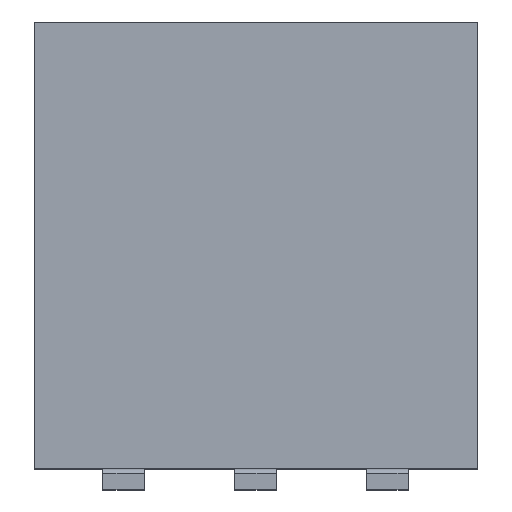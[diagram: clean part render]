
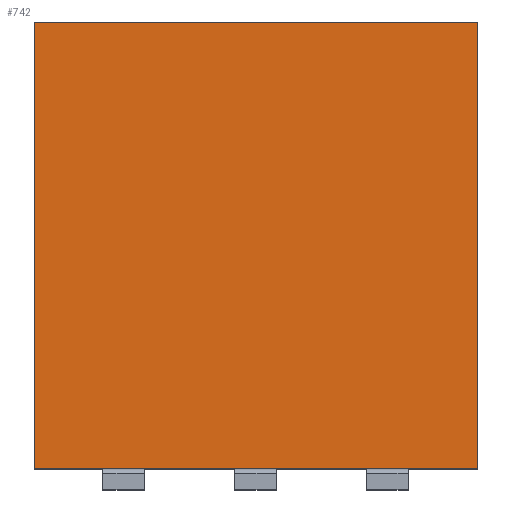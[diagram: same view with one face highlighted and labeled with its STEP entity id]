
A CAD part, top view. The second image highlights one B-rep face of the part: STEP entity #742.
In plain terms, the highlighted planar face has unit normal (0, 0, 1).
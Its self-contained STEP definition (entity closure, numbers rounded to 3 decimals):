
#67 = DIRECTION ( 'NONE',  ( 1., 0., 0. ) ) ;
#72 = LINE ( 'NONE', #1881, #157 ) ;
#132 = ORIENTED_EDGE ( 'NONE', *, *, #297, .T. ) ;
#157 = VECTOR ( 'NONE', #1191, 1000. ) ;
#297 = EDGE_CURVE ( 'NONE', #360, #2000, #686, .T. ) ;
#298 = CARTESIAN_POINT ( 'NONE',  ( -2.135, 0., 1.5 ) ) ;
#360 = VERTEX_POINT ( 'NONE', #2533 ) ;
#520 = VECTOR ( 'NONE', #2636, 1000. ) ;
#686 = LINE ( 'NONE', #2455, #520 ) ;
#742 = ADVANCED_FACE ( 'NONE', ( #1213 ), #1682, .T. ) ;
#799 = EDGE_CURVE ( 'NONE', #2852, #1525, #2307, .T. ) ;
#894 = CARTESIAN_POINT ( 'NONE',  ( -2.135, 0., 1.5 ) ) ;
#1191 = DIRECTION ( 'NONE',  ( 1., 0., 0. ) ) ;
#1213 = FACE_OUTER_BOUND ( 'NONE', #1870, .T. ) ;
#1258 = CARTESIAN_POINT ( 'NONE',  ( 2.135, 0., 1.5 ) ) ;
#1274 = VECTOR ( 'NONE', #2760, 1000. ) ;
#1406 = ORIENTED_EDGE ( 'NONE', *, *, #799, .T. ) ;
#1471 = EDGE_CURVE ( 'NONE', #2000, #2852, #2002, .T. ) ;
#1525 = VERTEX_POINT ( 'NONE', #2272 ) ;
#1578 = DIRECTION ( 'NONE',  ( -1., 0., 0. ) ) ;
#1682 = PLANE ( 'NONE',  #2388 ) ;
#1858 = DIRECTION ( 'NONE',  ( 0., 0., 1. ) ) ;
#1870 = EDGE_LOOP ( 'NONE', ( #132, #2484, #1406, #2275 ) ) ;
#1881 = CARTESIAN_POINT ( 'NONE',  ( -2.135, -4.3, 1.5 ) ) ;
#1892 = EDGE_CURVE ( 'NONE', #1525, #360, #72, .T. ) ;
#1906 = CARTESIAN_POINT ( 'NONE',  ( -2.135, 0., 1.5 ) ) ;
#2000 = VERTEX_POINT ( 'NONE', #1258 ) ;
#2002 = LINE ( 'NONE', #894, #2154 ) ;
#2154 = VECTOR ( 'NONE', #1578, 1000. ) ;
#2272 = CARTESIAN_POINT ( 'NONE',  ( -2.135, -4.3, 1.5 ) ) ;
#2275 = ORIENTED_EDGE ( 'NONE', *, *, #1892, .T. ) ;
#2307 = LINE ( 'NONE', #1906, #1274 ) ;
#2374 = CARTESIAN_POINT ( 'NONE',  ( -2.135, 0., 1.5 ) ) ;
#2388 = AXIS2_PLACEMENT_3D ( 'NONE', #298, #1858, #67 ) ;
#2455 = CARTESIAN_POINT ( 'NONE',  ( 2.135, 0., 1.5 ) ) ;
#2484 = ORIENTED_EDGE ( 'NONE', *, *, #1471, .T. ) ;
#2533 = CARTESIAN_POINT ( 'NONE',  ( 2.135, -4.3, 1.5 ) ) ;
#2636 = DIRECTION ( 'NONE',  ( 0., 1., 0. ) ) ;
#2760 = DIRECTION ( 'NONE',  ( 0., -1., 0. ) ) ;
#2852 = VERTEX_POINT ( 'NONE', #2374 ) ;
